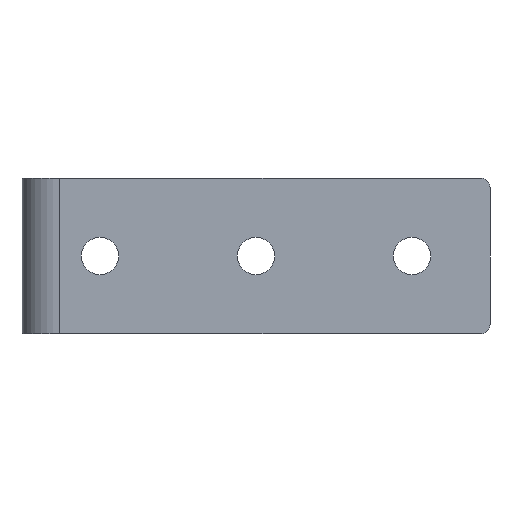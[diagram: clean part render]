
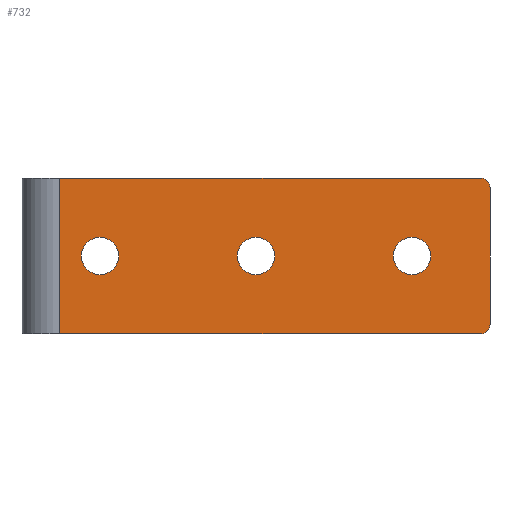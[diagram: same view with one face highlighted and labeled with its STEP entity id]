
A CAD part, front view. The second image highlights one B-rep face of the part: STEP entity #732.
In plain terms, the highlighted planar face has unit normal (0, -1, 0).
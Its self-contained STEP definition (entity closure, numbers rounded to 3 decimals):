
#8 = CARTESIAN_POINT ( 'NONE',  ( 8., 0., 1.905 ) ) ;
#9 = ORIENTED_EDGE ( 'NONE', *, *, #125, .F. ) ;
#16 = VECTOR ( 'NONE', #97, 1000. ) ;
#17 = ORIENTED_EDGE ( 'NONE', *, *, #27, .T. ) ;
#24 = ORIENTED_EDGE ( 'NONE', *, *, #92, .F. ) ;
#27 = EDGE_CURVE ( 'NONE', #238, #238, #39, .T. ) ;
#39 = CIRCLE ( 'NONE', #619, 1.905 ) ;
#43 = ORIENTED_EDGE ( 'NONE', *, *, #649, .F. ) ;
#52 = VERTEX_POINT ( 'NONE', #514 ) ;
#63 = LINE ( 'NONE', #288, #659 ) ;
#68 = EDGE_LOOP ( 'NONE', ( #370 ) ) ;
#71 = AXIS2_PLACEMENT_3D ( 'NONE', #443, #534, #420 ) ;
#80 = VERTEX_POINT ( 'NONE', #252 ) ;
#82 = LINE ( 'NONE', #424, #708 ) ;
#92 = EDGE_CURVE ( 'NONE', #449, #115, #510, .T. ) ;
#94 = CARTESIAN_POINT ( 'NONE',  ( 3.873, 0., 8. ) ) ;
#97 = DIRECTION ( 'NONE',  ( 1., 0., 0. ) ) ;
#103 = EDGE_CURVE ( 'NONE', #580, #580, #719, .T. ) ;
#115 = VERTEX_POINT ( 'NONE', #402 ) ;
#117 = DIRECTION ( 'NONE',  ( 0., 1., 0. ) ) ;
#121 = CARTESIAN_POINT ( 'NONE',  ( 0., 0., 0. ) ) ;
#125 = EDGE_CURVE ( 'NONE', #196, #52, #63, .T. ) ;
#126 = VERTEX_POINT ( 'NONE', #397 ) ;
#136 = DIRECTION ( 'NONE',  ( 0., 0., -1. ) ) ;
#155 = DIRECTION ( 'NONE',  ( 0., 1., 0. ) ) ;
#186 = EDGE_CURVE ( 'NONE', #246, #196, #636, .T. ) ;
#196 = VERTEX_POINT ( 'NONE', #455 ) ;
#212 = EDGE_CURVE ( 'NONE', #80, #80, #567, .T. ) ;
#218 = AXIS2_PLACEMENT_3D ( 'NONE', #121, #506, #493 ) ;
#233 = ORIENTED_EDGE ( 'NONE', *, *, #186, .F. ) ;
#238 = VERTEX_POINT ( 'NONE', #519 ) ;
#243 = EDGE_LOOP ( 'NONE', ( #9, #233, #470, #351, #24, #43 ) ) ;
#246 = VERTEX_POINT ( 'NONE', #650 ) ;
#249 = FACE_BOUND ( 'NONE', #272, .T. ) ;
#252 = CARTESIAN_POINT ( 'NONE',  ( 24., 0., 1.905 ) ) ;
#269 = CARTESIAN_POINT ( 'NONE',  ( 24., 0., 0. ) ) ;
#272 = EDGE_LOOP ( 'NONE', ( #735 ) ) ;
#285 = DIRECTION ( 'NONE',  ( 0., 0., 1. ) ) ;
#288 = CARTESIAN_POINT ( 'NONE',  ( 0., 0., -8. ) ) ;
#311 = FACE_BOUND ( 'NONE', #459, .T. ) ;
#312 = DIRECTION ( 'NONE',  ( 0., 0., 1. ) ) ;
#319 = DIRECTION ( 'NONE',  ( 0., 0., 1. ) ) ;
#322 = LINE ( 'NONE', #700, #574 ) ;
#351 = ORIENTED_EDGE ( 'NONE', *, *, #565, .F. ) ;
#354 = AXIS2_PLACEMENT_3D ( 'NONE', #536, #504, #736 ) ;
#355 = AXIS2_PLACEMENT_3D ( 'NONE', #269, #155, #285 ) ;
#370 = ORIENTED_EDGE ( 'NONE', *, *, #103, .T. ) ;
#378 = DIRECTION ( 'NONE',  ( -1., 0., 0. ) ) ;
#397 = CARTESIAN_POINT ( 'NONE',  ( 48., 0., 7. ) ) ;
#402 = CARTESIAN_POINT ( 'NONE',  ( 47., 0., 8. ) ) ;
#407 = CARTESIAN_POINT ( 'NONE',  ( 40., 0., 0. ) ) ;
#420 = DIRECTION ( 'NONE',  ( 0., 0., 1. ) ) ;
#424 = CARTESIAN_POINT ( 'NONE',  ( 3.873, 0., 0. ) ) ;
#443 = CARTESIAN_POINT ( 'NONE',  ( 8., 0., 0. ) ) ;
#449 = VERTEX_POINT ( 'NONE', #94 ) ;
#450 = CARTESIAN_POINT ( 'NONE',  ( 47., 0., 7. ) ) ;
#455 = CARTESIAN_POINT ( 'NONE',  ( 47., 0., -8. ) ) ;
#459 = EDGE_LOOP ( 'NONE', ( #17 ) ) ;
#470 = ORIENTED_EDGE ( 'NONE', *, *, #689, .F. ) ;
#493 = DIRECTION ( 'NONE',  ( 0., 0., 1. ) ) ;
#504 = DIRECTION ( 'NONE',  ( 0., 1., 0. ) ) ;
#505 = DIRECTION ( 'NONE',  ( 0., 1., 0. ) ) ;
#506 = DIRECTION ( 'NONE',  ( 0., 1., 0. ) ) ;
#510 = LINE ( 'NONE', #516, #16 ) ;
#514 = CARTESIAN_POINT ( 'NONE',  ( 3.873, 0., -8. ) ) ;
#516 = CARTESIAN_POINT ( 'NONE',  ( 0., 0., 8. ) ) ;
#519 = CARTESIAN_POINT ( 'NONE',  ( 40., 0., 1.905 ) ) ;
#534 = DIRECTION ( 'NONE',  ( 0., 1., 0. ) ) ;
#536 = CARTESIAN_POINT ( 'NONE',  ( 47., 0., -7. ) ) ;
#537 = PLANE ( 'NONE',  #218 ) ;
#565 = EDGE_CURVE ( 'NONE', #115, #126, #671, .T. ) ;
#567 = CIRCLE ( 'NONE', #355, 1.905 ) ;
#571 = FACE_OUTER_BOUND ( 'NONE', #243, .T. ) ;
#574 = VECTOR ( 'NONE', #136, 1000. ) ;
#580 = VERTEX_POINT ( 'NONE', #8 ) ;
#607 = DIRECTION ( 'NONE',  ( 0., 0., 1. ) ) ;
#619 = AXIS2_PLACEMENT_3D ( 'NONE', #407, #505, #312 ) ;
#621 = AXIS2_PLACEMENT_3D ( 'NONE', #450, #117, #607 ) ;
#636 = CIRCLE ( 'NONE', #354, 1. ) ;
#649 = EDGE_CURVE ( 'NONE', #52, #449, #82, .T. ) ;
#650 = CARTESIAN_POINT ( 'NONE',  ( 48., 0., -7. ) ) ;
#659 = VECTOR ( 'NONE', #378, 1000. ) ;
#671 = CIRCLE ( 'NONE', #621, 1. ) ;
#689 = EDGE_CURVE ( 'NONE', #126, #246, #322, .T. ) ;
#700 = CARTESIAN_POINT ( 'NONE',  ( 48., 0., 0. ) ) ;
#702 = FACE_BOUND ( 'NONE', #68, .T. ) ;
#708 = VECTOR ( 'NONE', #319, 1000. ) ;
#719 = CIRCLE ( 'NONE', #71, 1.905 ) ;
#732 = ADVANCED_FACE ( 'NONE', ( #571, #249, #311, #702 ), #537, .F. ) ;
#735 = ORIENTED_EDGE ( 'NONE', *, *, #212, .T. ) ;
#736 = DIRECTION ( 'NONE',  ( 0., 0., 1. ) ) ;
